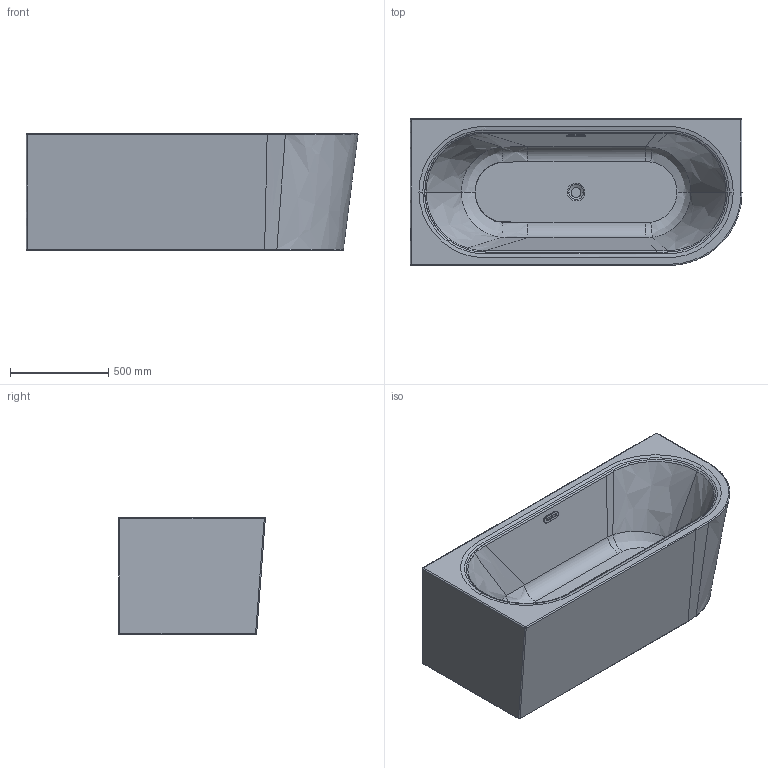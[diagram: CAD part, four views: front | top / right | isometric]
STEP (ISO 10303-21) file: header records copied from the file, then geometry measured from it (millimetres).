
FILE_DESCRIPTION(/* description */ (''),/* implementation_level */ '2;1');
FILE_NAME(/* name */ '_avita_170_lewa',/* time_stamp */ '2023-07-27T14:23:10+02:00',/* author */ (''),/* organization */ (''),/* preprocessor_version */ 'ST-DEVELOPER v15',/* originating_system */ '',/* authorisation */ '');
FILE_SCHEMA (('AUTOMOTIVE_DESIGN'));
Length unit declared in the file: millimetre
Products named in the file (1): Document
Bounding box: 1689.26 x 746.56 x 595 mm (x, y, z)
Volume: 11481.7 mm3; surface area: 5990468.9 mm2
Topology: 1 solids, 2 shells, 93 faces, 235 edges, 133 vertices
Faces by surface type: bspline 93
Entity records: 10236 total; most frequent: CARTESIAN_POINT 7465, B_SPLINE_CURVE_WITH_KNOTS 520, ORIENTED_EDGE 427, PCURVE 427, DEFINITIONAL_REPRESENTATION 427, SURFACE_CURVE 230, EDGE_CURVE 230, VERTEX_POINT 133
